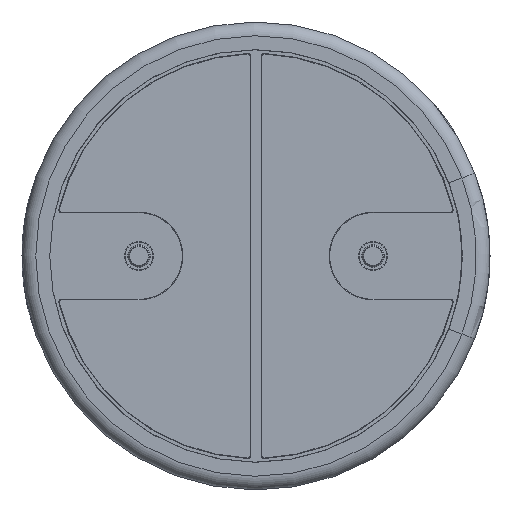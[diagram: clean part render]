
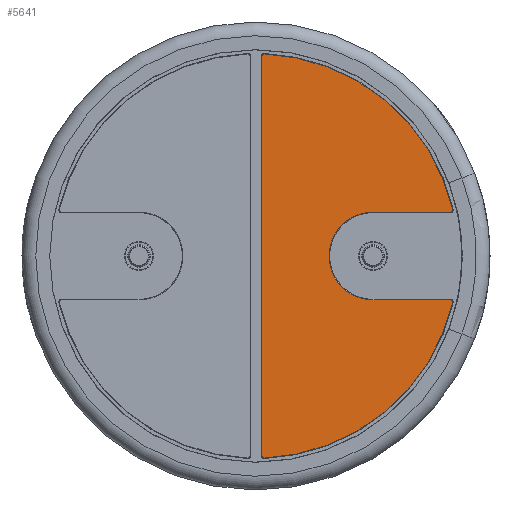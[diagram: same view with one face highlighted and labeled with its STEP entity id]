
A CAD part, front view. The second image highlights one B-rep face of the part: STEP entity #5641.
In plain terms, the highlighted planar face has unit normal (0, -1, 0).
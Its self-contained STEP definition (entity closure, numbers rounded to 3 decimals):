
#62=PLANE('',#6024);
#320=CIRCLE('',#5989,0.082);
#323=CIRCLE('',#5994,0.082);
#326=CIRCLE('',#5998,6.912);
#329=CIRCLE('',#6002,0.082);
#333=CIRCLE('',#6008,1.501);
#337=CIRCLE('',#6014,0.082);
#339=CIRCLE('',#6017,6.912);
#523=FACE_OUTER_BOUND('',#776,.T.);
#776=EDGE_LOOP('',(#4740,#4741,#4742,#4743,#4744,#4745,#4746,#4747,#4748,
#4749));
#1020=LINE('',#11725,#1241);
#1022=LINE('',#11749,#1243);
#1024=LINE('',#11761,#1245);
#1241=VECTOR('',#6826,10.);
#1243=VECTOR('',#6856,10.);
#1245=VECTOR('',#6870,10.);
#2388=VERTEX_POINT('',#11713);
#2391=VERTEX_POINT('',#11718);
#2393=VERTEX_POINT('',#11723);
#2395=VERTEX_POINT('',#11729);
#2397=VERTEX_POINT('',#11735);
#2399=VERTEX_POINT('',#11741);
#2401=VERTEX_POINT('',#11747);
#2403=VERTEX_POINT('',#11753);
#2405=VERTEX_POINT('',#11759);
#2407=VERTEX_POINT('',#11765);
#3185=EDGE_CURVE('',#2391,#2388,#320,.T.);
#3187=EDGE_CURVE('',#2393,#2391,#1020,.T.);
#3190=EDGE_CURVE('',#2395,#2393,#323,.T.);
#3193=EDGE_CURVE('',#2397,#2395,#326,.T.);
#3196=EDGE_CURVE('',#2399,#2397,#329,.T.);
#3199=EDGE_CURVE('',#2401,#2399,#1022,.T.);
#3202=EDGE_CURVE('',#2403,#2401,#333,.T.);
#3205=EDGE_CURVE('',#2405,#2403,#1024,.T.);
#3208=EDGE_CURVE('',#2407,#2405,#337,.T.);
#3210=EDGE_CURVE('',#2388,#2407,#339,.T.);
#4740=ORIENTED_EDGE('',*,*,#3185,.F.);
#4741=ORIENTED_EDGE('',*,*,#3187,.F.);
#4742=ORIENTED_EDGE('',*,*,#3190,.F.);
#4743=ORIENTED_EDGE('',*,*,#3193,.F.);
#4744=ORIENTED_EDGE('',*,*,#3196,.F.);
#4745=ORIENTED_EDGE('',*,*,#3199,.F.);
#4746=ORIENTED_EDGE('',*,*,#3202,.F.);
#4747=ORIENTED_EDGE('',*,*,#3205,.F.);
#4748=ORIENTED_EDGE('',*,*,#3208,.F.);
#4749=ORIENTED_EDGE('',*,*,#3210,.F.);
#5641=ADVANCED_FACE('',(#523),#62,.F.);
#5989=AXIS2_PLACEMENT_3D('',#11720,#6820,#6821);
#5994=AXIS2_PLACEMENT_3D('',#11731,#6832,#6833);
#5998=AXIS2_PLACEMENT_3D('',#11737,#6840,#6841);
#6002=AXIS2_PLACEMENT_3D('',#11743,#6848,#6849);
#6008=AXIS2_PLACEMENT_3D('',#11755,#6862,#6863);
#6014=AXIS2_PLACEMENT_3D('',#11767,#6876,#6877);
#6017=AXIS2_PLACEMENT_3D('',#11770,#6882,#6883);
#6024=AXIS2_PLACEMENT_3D('',#11783,#6902,#6903);
#6820=DIRECTION('center_axis',(0.,1.,0.));
#6821=DIRECTION('ref_axis',(-0.692,0.,0.721));
#6826=DIRECTION('',(0.,0.,1.));
#6832=DIRECTION('center_axis',(0.,1.,0.));
#6833=DIRECTION('ref_axis',(-0.692,0.,-0.721));
#6840=DIRECTION('center_axis',(0.,1.,0.));
#6841=DIRECTION('ref_axis',(0.636,0.,-0.772));
#6848=DIRECTION('center_axis',(0.,1.,0.));
#6849=DIRECTION('ref_axis',(0.785,0.,0.62));
#6856=DIRECTION('',(1.,0.,0.));
#6862=DIRECTION('center_axis',(0.,-1.,0.));
#6863=DIRECTION('ref_axis',(-1.,0.,0.));
#6870=DIRECTION('',(-1.,0.,0.));
#6876=DIRECTION('center_axis',(0.,1.,0.));
#6877=DIRECTION('ref_axis',(0.785,0.,-0.62));
#6882=DIRECTION('center_axis',(0.,1.,0.));
#6883=DIRECTION('ref_axis',(0.636,0.,0.772));
#6902=DIRECTION('center_axis',(0.,1.,0.));
#6903=DIRECTION('ref_axis',(0.,0.,1.));
#11713=CARTESIAN_POINT('',(0.283,-0.093,6.906));
#11718=CARTESIAN_POINT('',(0.198,-0.093,6.824));
#11720=CARTESIAN_POINT('Origin',(0.28,-0.093,6.824));
#11723=CARTESIAN_POINT('',(0.198,-0.093,-6.824));
#11725=CARTESIAN_POINT('',(0.198,-0.093,3.412));
#11729=CARTESIAN_POINT('',(0.283,-0.093,-6.906));
#11731=CARTESIAN_POINT('Origin',(0.28,-0.093,-6.824));
#11735=CARTESIAN_POINT('',(6.724,-0.093,-1.602));
#11737=CARTESIAN_POINT('Origin',(0.,-0.093,0.));
#11741=CARTESIAN_POINT('',(6.644,-0.093,-1.501));
#11743=CARTESIAN_POINT('Origin',(6.644,-0.093,-1.583));
#11747=CARTESIAN_POINT('',(4.,-0.093,-1.501));
#11749=CARTESIAN_POINT('',(5.053,-0.093,-1.501));
#11753=CARTESIAN_POINT('',(4.,-0.093,1.501));
#11755=CARTESIAN_POINT('Origin',(4.,-0.093,0.));
#11759=CARTESIAN_POINT('',(6.644,-0.093,1.501));
#11761=CARTESIAN_POINT('',(3.731,-0.093,1.501));
#11765=CARTESIAN_POINT('',(6.724,-0.093,1.602));
#11767=CARTESIAN_POINT('Origin',(6.644,-0.093,1.583));
#11770=CARTESIAN_POINT('Origin',(0.,-0.093,0.));
#11783=CARTESIAN_POINT('Origin',(3.462,-0.093,0.));
